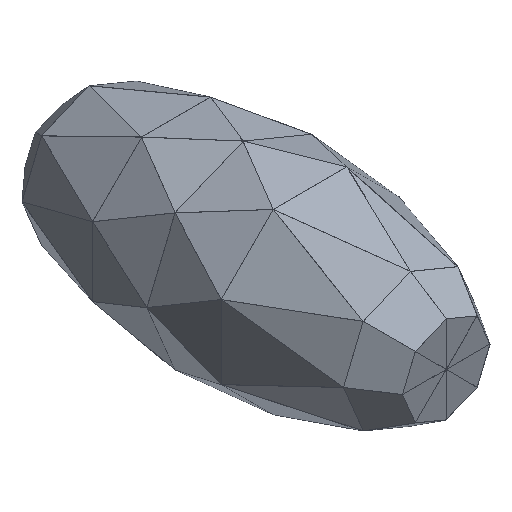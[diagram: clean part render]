
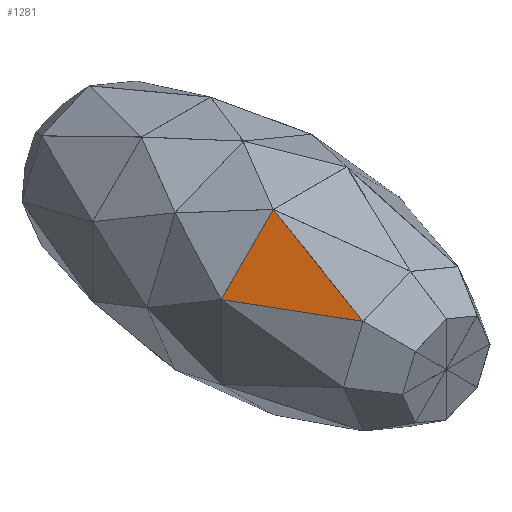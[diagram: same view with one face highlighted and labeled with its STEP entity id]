
A CAD part, isometric view. The second image highlights one B-rep face of the part: STEP entity #1281.
In plain terms, the highlighted planar face has unit normal (-0.691, -0.212, 0.691).
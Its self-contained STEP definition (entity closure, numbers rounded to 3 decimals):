
#61 = EDGE_LOOP ( 'NONE', ( #760, #1286, #546 ) ) ;
#97 = DIRECTION ( 'NONE',  ( 0.707, 0., 0.707 ) ) ;
#142 = VERTEX_POINT ( 'NONE', #1465 ) ;
#185 = EDGE_CURVE ( 'NONE', #873, #142, #1042, .T. ) ;
#186 = DIRECTION ( 'NONE',  ( 0.707, 0., 0.707 ) ) ;
#304 = AXIS2_PLACEMENT_3D ( 'NONE', #1162, #1288, #186 ) ;
#334 = CARTESIAN_POINT ( 'NONE',  ( -199.173, -150., 82.5 ) ) ;
#546 = ORIENTED_EDGE ( 'NONE', *, *, #1030, .T. ) ;
#547 = VECTOR ( 'NONE', #866, 1000. ) ;
#571 = VECTOR ( 'NONE', #1356, 1000. ) ;
#624 = CARTESIAN_POINT ( 'NONE',  ( -199.173, -150., 82.5 ) ) ;
#683 = VECTOR ( 'NONE', #97, 1000. ) ;
#760 = ORIENTED_EDGE ( 'NONE', *, *, #185, .F. ) ;
#773 = CARTESIAN_POINT ( 'NONE',  ( -199.173, -150., 82.5 ) ) ;
#815 = CARTESIAN_POINT ( 'NONE',  ( -106.246, -375., 106.246 ) ) ;
#866 = DIRECTION ( 'NONE',  ( 0.38, -0.92, 0.097 ) ) ;
#873 = VERTEX_POINT ( 'NONE', #334 ) ;
#1030 = EDGE_CURVE ( 'NONE', #1085, #142, #1374, .T. ) ;
#1042 = LINE ( 'NONE', #773, #683 ) ;
#1045 = PLANE ( 'NONE',  #304 ) ;
#1056 = EDGE_CURVE ( 'NONE', #873, #1085, #1189, .T. ) ;
#1085 = VERTEX_POINT ( 'NONE', #1205 ) ;
#1162 = CARTESIAN_POINT ( 'NONE',  ( -156.499, -48.118, 156.499 ) ) ;
#1189 = LINE ( 'NONE', #624, #547 ) ;
#1205 = CARTESIAN_POINT ( 'NONE',  ( -106.246, -375., 106.246 ) ) ;
#1281 = ADVANCED_FACE ( 'NONE', ( #1365 ), #1045, .T. ) ;
#1286 = ORIENTED_EDGE ( 'NONE', *, *, #1056, .T. ) ;
#1288 = DIRECTION ( 'NONE',  ( -0.691, -0.212, 0.691 ) ) ;
#1356 = DIRECTION ( 'NONE',  ( 0.097, 0.92, 0.38 ) ) ;
#1365 = FACE_OUTER_BOUND ( 'NONE', #61, .T. ) ;
#1374 = LINE ( 'NONE', #815, #571 ) ;
#1465 = CARTESIAN_POINT ( 'NONE',  ( -82.5, -150., 199.173 ) ) ;
